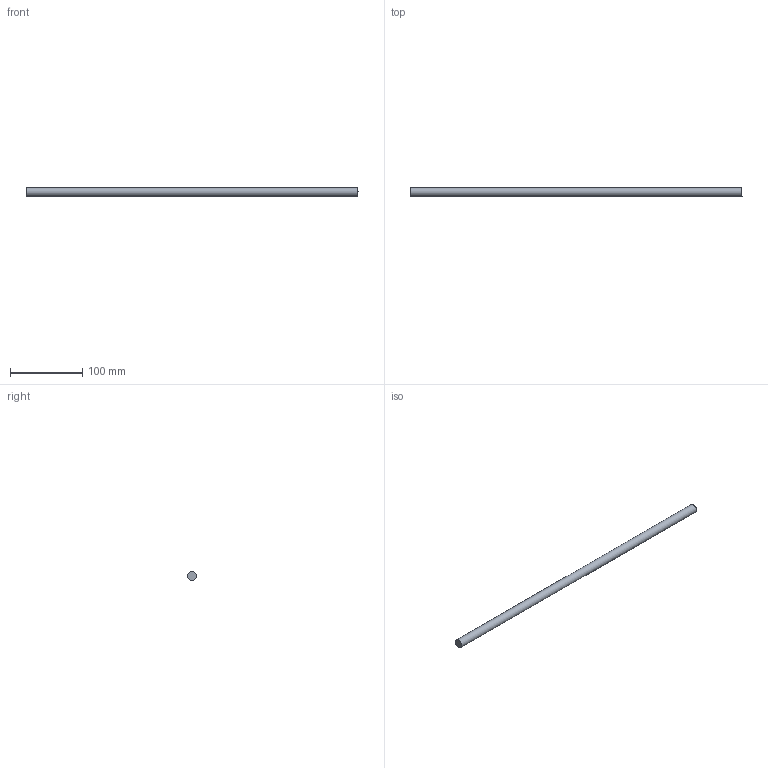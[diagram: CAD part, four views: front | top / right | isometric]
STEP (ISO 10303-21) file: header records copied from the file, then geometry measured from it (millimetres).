
FILE_DESCRIPTION(/* description */ (''),/* implementation_level */ '2;1');
FILE_NAME(/* name */ 'CF_rod_upper.step',/* time_stamp */ '2023-03-16T18:11:19+01:00',/* author */ (''),/* organization */ (''),/* preprocessor_version */ 'ST-DEVELOPER v19.2',/* originating_system */ 'Autodesk Translation Framework v11.17.0.187',/* authorisation */ '');
FILE_SCHEMA (('AUTOMOTIVE_DESIGN { 1 0 10303 214 3 1 1 }'));
Length unit declared in the file: millimetre
Products named in the file (1): CF_mod_v3
Bounding box: 458.4 x 12 x 12 mm (x, y, z)
Volume: 51843.8 mm3; surface area: 17507.5 mm2
Topology: 1 solids, 1 shells, 3 faces, 3 edges, 2 vertices
Faces by surface type: plane 2, cylinder 1
Full cylindrical faces by diameter (mm): 12 x1
Entity records: 190 total; most frequent: PRESENTATION_STYLE_ASSIGNMENT 15, SURFACE_STYLE_USAGE 15, SURFACE_SIDE_STYLE 15, SURFACE_STYLE_FILL_AREA 15, FILL_AREA_STYLE 15, FILL_AREA_STYLE_COLOUR 15, COLOUR_RGB 15, DIRECTION 13
